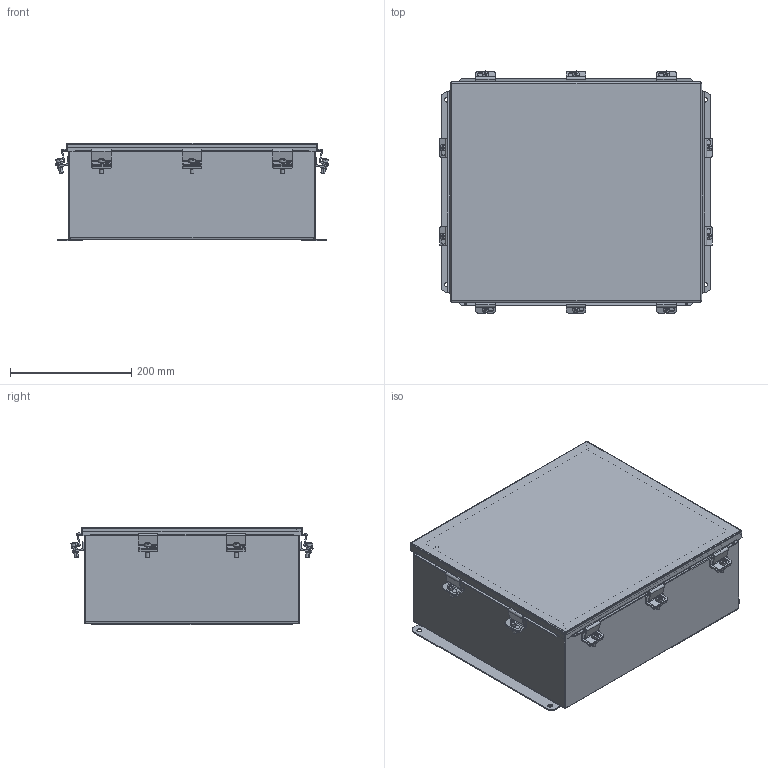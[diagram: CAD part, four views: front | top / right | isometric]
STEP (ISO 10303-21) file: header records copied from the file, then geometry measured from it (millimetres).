
FILE_DESCRIPTION (( 'STEP AP214' ), '1' );
FILE_NAME ('BN4161406.STEP', '2016-02-02T20:21:31', ( '' ), ( '' ), 'SwSTEP 2.0', 'SolidWorks 2014', '' );
FILE_SCHEMA (( 'AUTOMOTIVE_DESIGN' ));
Length unit declared in the file: inch
Products named in the file (10): 3486_1; BN4161406BKP_1; 38811_1; BN41614LID_1; 316169_1; C1001_1; 372135_1; C2002_1; 3499_1; BN4161406
Assembly tree (41 placements, depth 2):
  BN4161406
    3499_1  x4
    C2002_1  x10
    372135_1  x10
    C1001_1  x10
    316169_1  x2
    BN41614LID_1
    38811_1
    BN4161406BKP_1
    3486_1  x2
Bounding box: 449.69 x 398.9 x 160.64 mm (x, y, z)
Volume: 1217215.7 mm3; surface area: 1299839.2 mm2
Topology: 41 solids, 41 shells, 909 faces, 2284 edges, 1470 vertices
Faces by surface type: plane 499, cylinder 316, torus 28, bspline 24, cone 22, sphere 20
Entity records: 12718 total; most frequent: CARTESIAN_POINT 3073, DIRECTION 1368, ORIENTED_EDGE 1340, EDGE_CURVE 670, VECTOR 480, LINE 480, AXIS2_PLACEMENT_3D 444, VERTEX_POINT 413
